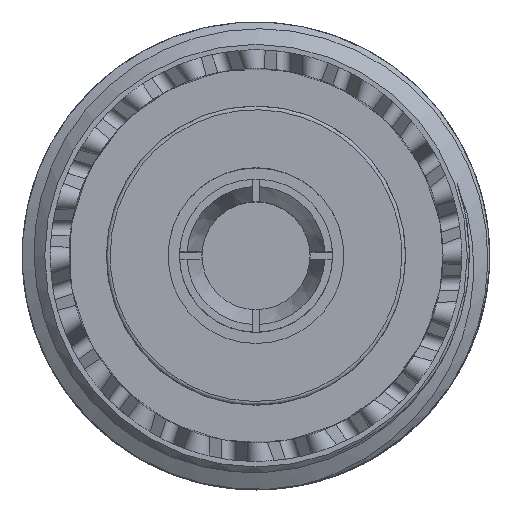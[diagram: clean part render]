
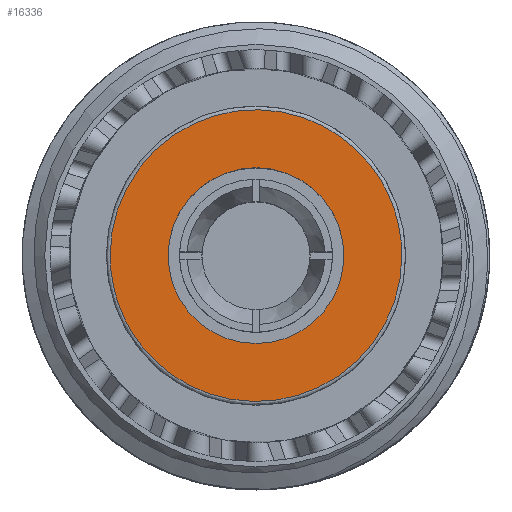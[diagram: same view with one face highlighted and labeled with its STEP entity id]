
A CAD part, top view. The second image highlights one B-rep face of the part: STEP entity #16336.
In plain terms, the highlighted planar face has unit normal (0, 0, 1).
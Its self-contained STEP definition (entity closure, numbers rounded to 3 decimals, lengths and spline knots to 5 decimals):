
#1606 = VERTEX_POINT ( 'NONE', #32967 ) ;
#5045 = AXIS2_PLACEMENT_3D ( 'NONE', #125671, #148653, #137360 ) ;
#8717 = CARTESIAN_POINT ( 'NONE',  ( -0.195, 0., -0.05 ) ) ;
#16268 =( BOUNDED_CURVE ( )  B_SPLINE_CURVE ( 3, ( #141825, #82299, #81243, #8717 ),
 .UNSPECIFIED., .F., .F. ) 
 B_SPLINE_CURVE_WITH_KNOTS ( ( 4, 4 ),
 ( 0., 1. ),
 .UNSPECIFIED. ) 
 CURVE ( )  GEOMETRIC_REPRESENTATION_ITEM ( )  RATIONAL_B_SPLINE_CURVE ( ( 1., 0.333, 0.333, 1. ) ) 
 REPRESENTATION_ITEM ( '' )  );
#16336 = ADVANCED_FACE ( 'NONE', ( #109296, #37149 ), #29145, .T. ) ;
#21799 = CARTESIAN_POINT ( 'NONE',  ( -0.195, 0., -0.05 ) ) ;
#29145 = PLANE ( 'NONE',  #5045 ) ;
#32967 = CARTESIAN_POINT ( 'NONE',  ( 0.1175, 0., -0.05 ) ) ;
#37149 = FACE_OUTER_BOUND ( 'NONE', #146622, .T. ) ;
#37607 = CARTESIAN_POINT ( 'NONE',  ( 0.195, 0., -0.05 ) ) ;
#38176 = EDGE_CURVE ( 'NONE', #122351, #74863, #65583, .T. ) ;
#41901 = EDGE_CURVE ( 'NONE', #1606, #1606, #116657, .T. ) ;
#53987 = ORIENTED_EDGE ( 'NONE', *, *, #145469, .F. ) ;
#64946 = CARTESIAN_POINT ( 'NONE',  ( 0.195, 0.39, -0.05 ) ) ;
#65583 =( BOUNDED_CURVE ( )  B_SPLINE_CURVE ( 3, ( #88820, #137648, #64946, #66502 ),
 .UNSPECIFIED., .F., .F. ) 
 B_SPLINE_CURVE_WITH_KNOTS ( ( 4, 4 ),
 ( 0., 1. ),
 .UNSPECIFIED. ) 
 CURVE ( )  GEOMETRIC_REPRESENTATION_ITEM ( )  RATIONAL_B_SPLINE_CURVE ( ( 1., 0.333, 0.333, 1. ) ) 
 REPRESENTATION_ITEM ( '' )  );
#66502 = CARTESIAN_POINT ( 'NONE',  ( 0.195, 0., -0.05 ) ) ;
#74863 = VERTEX_POINT ( 'NONE', #37607 ) ;
#80544 = AXIS2_PLACEMENT_3D ( 'NONE', #109096, #131441, #144237 ) ;
#81243 = CARTESIAN_POINT ( 'NONE',  ( -0.195, -0.39, -0.05 ) ) ;
#82299 = CARTESIAN_POINT ( 'NONE',  ( 0.195, -0.39, -0.05 ) ) ;
#83421 = ORIENTED_EDGE ( 'NONE', *, *, #41901, .T. ) ;
#88820 = CARTESIAN_POINT ( 'NONE',  ( -0.195, 0., -0.05 ) ) ;
#109096 = CARTESIAN_POINT ( 'NONE',  ( 0., 0., -0.05 ) ) ;
#109296 = FACE_BOUND ( 'NONE', #113730, .T. ) ;
#113730 = EDGE_LOOP ( 'NONE', ( #83421 ) ) ;
#116657 = CIRCLE ( 'NONE', #80544, 0.1175 ) ;
#122351 = VERTEX_POINT ( 'NONE', #21799 ) ;
#125671 = CARTESIAN_POINT ( 'NONE',  ( 0., 0., -0.05 ) ) ;
#131441 = DIRECTION ( 'NONE',  ( 0., 0., -1. ) ) ;
#137360 = DIRECTION ( 'NONE',  ( 1., 0., 0. ) ) ;
#137648 = CARTESIAN_POINT ( 'NONE',  ( -0.195, 0.39, -0.05 ) ) ;
#141825 = CARTESIAN_POINT ( 'NONE',  ( 0.195, 0., -0.05 ) ) ;
#144237 = DIRECTION ( 'NONE',  ( 1., 0., 0. ) ) ;
#145469 = EDGE_CURVE ( 'NONE', #74863, #122351, #16268, .T. ) ;
#146622 = EDGE_LOOP ( 'NONE', ( #152734, #53987 ) ) ;
#148653 = DIRECTION ( 'NONE',  ( 0., 0., 1. ) ) ;
#152734 = ORIENTED_EDGE ( 'NONE', *, *, #38176, .F. ) ;
